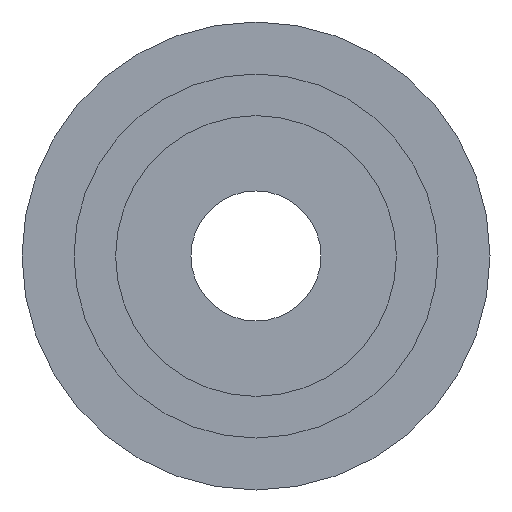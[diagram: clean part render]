
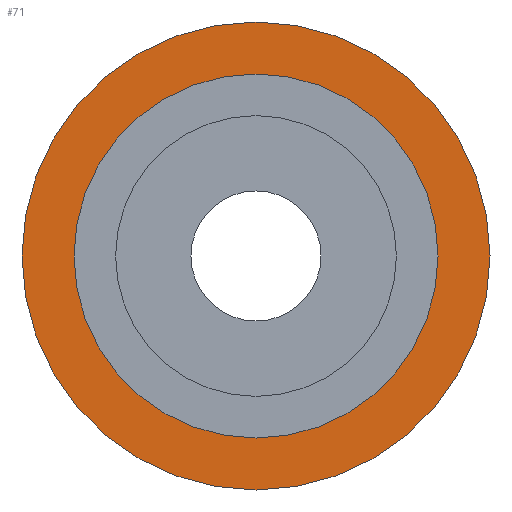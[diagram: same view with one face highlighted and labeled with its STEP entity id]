
A CAD part, front view. The second image highlights one B-rep face of the part: STEP entity #71.
In plain terms, the highlighted planar face has unit normal (0, -1, 0).
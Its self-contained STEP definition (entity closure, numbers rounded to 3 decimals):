
#4 = ORIENTED_EDGE ( 'NONE', *, *, #451, .F. ) ;
#18 = CARTESIAN_POINT ( 'NONE',  ( 0., 0., 4.5 ) ) ;
#40 = EDGE_LOOP ( 'NONE', ( #342, #4 ) ) ;
#49 = ORIENTED_EDGE ( 'NONE', *, *, #375, .F. ) ;
#57 = CARTESIAN_POINT ( 'NONE',  ( 0., 0., 0. ) ) ;
#71 = ADVANCED_FACE ( 'NONE', ( #279, #132 ), #131, .F. ) ;
#78 = EDGE_LOOP ( 'NONE', ( #437, #49 ) ) ;
#90 = DIRECTION ( 'NONE',  ( 0., -1., 0. ) ) ;
#94 = AXIS2_PLACEMENT_3D ( 'NONE', #385, #448, #237 ) ;
#107 = AXIS2_PLACEMENT_3D ( 'NONE', #365, #219, #395 ) ;
#117 = DIRECTION ( 'NONE',  ( 0., 0., 1. ) ) ;
#131 = PLANE ( 'NONE',  #94 ) ;
#132 = FACE_OUTER_BOUND ( 'NONE', #78, .T. ) ;
#141 = AXIS2_PLACEMENT_3D ( 'NONE', #57, #403, #341 ) ;
#142 = CIRCLE ( 'NONE', #224, 4.5 ) ;
#146 = CARTESIAN_POINT ( 'NONE',  ( 0., 0., 3.5 ) ) ;
#153 = VERTEX_POINT ( 'NONE', #178 ) ;
#178 = CARTESIAN_POINT ( 'NONE',  ( 0., 0., -4.5 ) ) ;
#215 = VERTEX_POINT ( 'NONE', #424 ) ;
#219 = DIRECTION ( 'NONE',  ( 0., 1., 0. ) ) ;
#224 = AXIS2_PLACEMENT_3D ( 'NONE', #336, #234, #117 ) ;
#234 = DIRECTION ( 'NONE',  ( 0., 1., 0. ) ) ;
#235 = VERTEX_POINT ( 'NONE', #146 ) ;
#237 = DIRECTION ( 'NONE',  ( 0., 0., 1. ) ) ;
#264 = CARTESIAN_POINT ( 'NONE',  ( 0., 0., 0. ) ) ;
#270 = EDGE_CURVE ( 'NONE', #153, #427, #368, .T. ) ;
#279 = FACE_BOUND ( 'NONE', #40, .T. ) ;
#280 = CIRCLE ( 'NONE', #141, 3.5 ) ;
#336 = CARTESIAN_POINT ( 'NONE',  ( 0., 0., 0. ) ) ;
#341 = DIRECTION ( 'NONE',  ( 0., 0., 1. ) ) ;
#342 = ORIENTED_EDGE ( 'NONE', *, *, #440, .F. ) ;
#344 = CIRCLE ( 'NONE', #383, 3.5 ) ;
#365 = CARTESIAN_POINT ( 'NONE',  ( 0., 0., 0. ) ) ;
#368 = CIRCLE ( 'NONE', #107, 4.5 ) ;
#375 = EDGE_CURVE ( 'NONE', #427, #153, #142, .T. ) ;
#377 = DIRECTION ( 'NONE',  ( 0., 0., 1. ) ) ;
#383 = AXIS2_PLACEMENT_3D ( 'NONE', #264, #90, #377 ) ;
#385 = CARTESIAN_POINT ( 'NONE',  ( 0., 0., 0. ) ) ;
#395 = DIRECTION ( 'NONE',  ( 0., 0., 1. ) ) ;
#403 = DIRECTION ( 'NONE',  ( 0., -1., 0. ) ) ;
#424 = CARTESIAN_POINT ( 'NONE',  ( 0., 0., -3.5 ) ) ;
#427 = VERTEX_POINT ( 'NONE', #18 ) ;
#437 = ORIENTED_EDGE ( 'NONE', *, *, #270, .F. ) ;
#440 = EDGE_CURVE ( 'NONE', #235, #215, #344, .T. ) ;
#448 = DIRECTION ( 'NONE',  ( 0., 1., 0. ) ) ;
#451 = EDGE_CURVE ( 'NONE', #215, #235, #280, .T. ) ;
